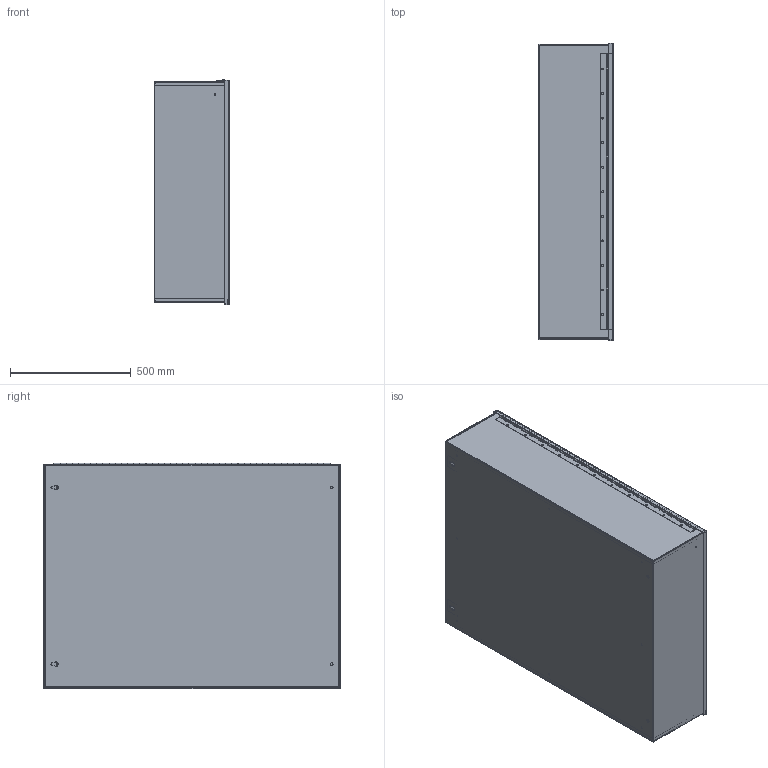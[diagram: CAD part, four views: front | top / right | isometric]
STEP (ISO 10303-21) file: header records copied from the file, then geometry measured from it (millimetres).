
FILE_DESCRIPTION (( 'STEP AP214' ), '1' );
FILE_NAME ('N1A483612.STEP', '2019-07-16T19:04:18', ( '' ), ( '' ), 'SwSTEP 2.0', 'SolidWorks 2018', '' );
FILE_SCHEMA (( 'AUTOMOTIVE_DESIGN' ));
Length unit declared in the file: inch
Products named in the file (1): N1A483612
Bounding box: 313.49 x 1230.12 x 931.37 mm (x, y, z)
Volume: 11610949.4 mm3; surface area: 9725586.3 mm2
Topology: 31 solids, 31 shells, 997 faces, 2569 edges, 1664 vertices
Faces by surface type: plane 521, cylinder 408, bspline 48, cone 20
Entity records: 44550 total; most frequent: CARTESIAN_POINT 6191, DIRECTION 5277, ORIENTED_EDGE 5138, EDGE_CURVE 2569, AXIS2_PLACEMENT_3D 1838, VERTEX_POINT 1664, LINE 1601, VECTOR 1601
